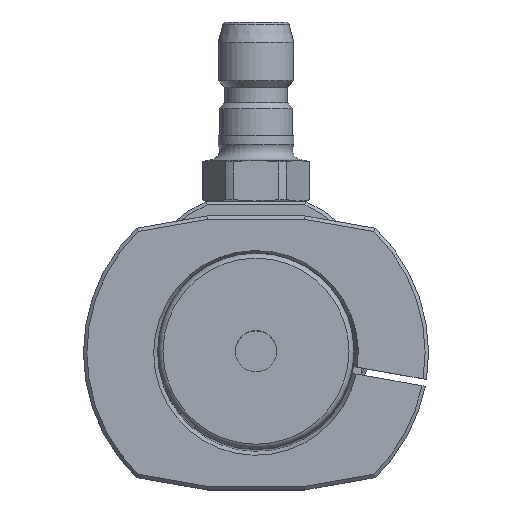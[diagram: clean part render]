
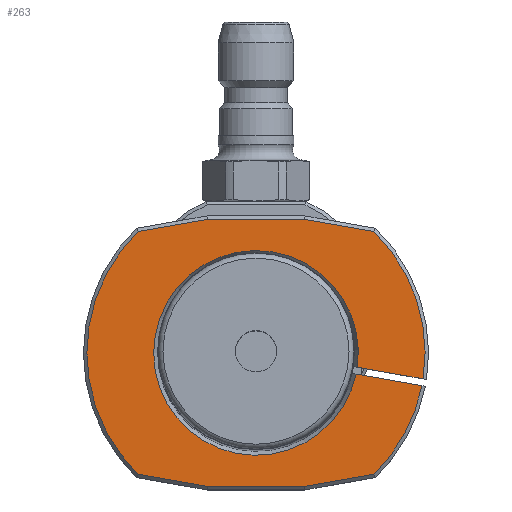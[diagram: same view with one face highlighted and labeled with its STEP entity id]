
A CAD part, top view. The second image highlights one B-rep face of the part: STEP entity #263.
In plain terms, the highlighted planar face has unit normal (0, 0, 1).
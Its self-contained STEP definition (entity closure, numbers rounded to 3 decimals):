
#158=FACE_OUTER_BOUND('',#472,.T.);
#263=ADVANCED_FACE('',(#158),#318,.F.);
#318=PLANE('',#1597);
#472=EDGE_LOOP('',(#821,#822,#823,#824,#825,#826,#827,#828,#829,#830,#831,
#832));
#563=CIRCLE('',#1593,24.5);
#564=CIRCLE('',#1594,24.5);
#565=CIRCLE('',#1595,14.827);
#566=CIRCLE('',#1596,24.5);
#821=ORIENTED_EDGE('',*,*,#1228,.T.);
#822=ORIENTED_EDGE('',*,*,#1229,.T.);
#823=ORIENTED_EDGE('',*,*,#1230,.T.);
#824=ORIENTED_EDGE('',*,*,#1231,.T.);
#825=ORIENTED_EDGE('',*,*,#1232,.T.);
#826=ORIENTED_EDGE('',*,*,#1233,.F.);
#827=ORIENTED_EDGE('',*,*,#1234,.T.);
#828=ORIENTED_EDGE('',*,*,#1235,.F.);
#829=ORIENTED_EDGE('',*,*,#1236,.T.);
#830=ORIENTED_EDGE('',*,*,#1237,.T.);
#831=ORIENTED_EDGE('',*,*,#1238,.T.);
#832=ORIENTED_EDGE('',*,*,#1239,.T.);
#1064=VERTEX_POINT('',#2723);
#1065=VERTEX_POINT('',#2724);
#1066=VERTEX_POINT('',#2726);
#1067=VERTEX_POINT('',#2728);
#1068=VERTEX_POINT('',#2730);
#1069=VERTEX_POINT('',#2732);
#1070=VERTEX_POINT('',#2734);
#1071=VERTEX_POINT('',#2736);
#1072=VERTEX_POINT('',#2738);
#1073=VERTEX_POINT('',#2740);
#1074=VERTEX_POINT('',#2742);
#1075=VERTEX_POINT('',#2744);
#1228=EDGE_CURVE('',#1064,#1065,#563,.T.);
#1229=EDGE_CURVE('',#1065,#1066,#1337,.T.);
#1230=EDGE_CURVE('',#1066,#1067,#1338,.T.);
#1231=EDGE_CURVE('',#1067,#1068,#1339,.T.);
#1232=EDGE_CURVE('',#1068,#1069,#564,.T.);
#1233=EDGE_CURVE('',#1070,#1069,#1340,.T.);
#1234=EDGE_CURVE('',#1070,#1071,#565,.T.);
#1235=EDGE_CURVE('',#1072,#1071,#1341,.T.);
#1236=EDGE_CURVE('',#1072,#1073,#566,.T.);
#1237=EDGE_CURVE('',#1073,#1074,#1342,.T.);
#1238=EDGE_CURVE('',#1074,#1075,#1343,.T.);
#1239=EDGE_CURVE('',#1075,#1064,#1344,.T.);
#1337=LINE('',#2725,#1420);
#1338=LINE('',#2727,#1421);
#1339=LINE('',#2729,#1422);
#1340=LINE('',#2733,#1423);
#1341=LINE('',#2737,#1424);
#1342=LINE('',#2741,#1425);
#1343=LINE('',#2743,#1426);
#1344=LINE('',#2745,#1427);
#1420=VECTOR('',#1924,1.);
#1421=VECTOR('',#1925,1.);
#1422=VECTOR('',#1926,1.);
#1423=VECTOR('',#1929,1.);
#1424=VECTOR('',#1932,1.);
#1425=VECTOR('',#1935,1.);
#1426=VECTOR('',#1936,1.);
#1427=VECTOR('',#1937,1.);
#1593=AXIS2_PLACEMENT_3D('',#2722,#1922,#1923);
#1594=AXIS2_PLACEMENT_3D('',#2731,#1927,#1928);
#1595=AXIS2_PLACEMENT_3D('',#2735,#1930,#1931);
#1596=AXIS2_PLACEMENT_3D('',#2739,#1933,#1934);
#1597=AXIS2_PLACEMENT_3D('',#2746,#1938,#1939);
#1922=DIRECTION('',(0.,0.,1.));
#1923=DIRECTION('',(1.,0.,0.));
#1924=DIRECTION('',(0.985,-0.174,0.));
#1925=DIRECTION('',(1.,0.,0.));
#1926=DIRECTION('',(0.985,0.174,0.));
#1927=DIRECTION('',(0.,0.,1.));
#1928=DIRECTION('',(1.,0.,0.));
#1929=DIRECTION('',(0.985,-0.174,0.));
#1930=DIRECTION('',(0.,0.,-1.));
#1931=DIRECTION('',(1.,0.,0.));
#1932=DIRECTION('',(-0.985,0.174,0.));
#1933=DIRECTION('',(0.,0.,1.));
#1934=DIRECTION('',(1.,0.,0.));
#1935=DIRECTION('',(-0.985,0.174,0.));
#1936=DIRECTION('',(-1.,0.,0.));
#1937=DIRECTION('',(-0.985,-0.174,0.));
#1938=DIRECTION('',(0.,0.,-1.));
#1939=DIRECTION('',(-1.,0.,0.));
#2722=CARTESIAN_POINT('',(0.,0.,0.));
#2723=CARTESIAN_POINT('',(-17.06,17.584,0.));
#2724=CARTESIAN_POINT('',(-17.06,-17.584,0.));
#2725=CARTESIAN_POINT('',(-3.521,-19.971,0.));
#2726=CARTESIAN_POINT('',(-7.045,-19.35,0.));
#2727=CARTESIAN_POINT('',(0.,-19.35,0.));
#2728=CARTESIAN_POINT('',(7.045,-19.35,0.));
#2729=CARTESIAN_POINT('',(3.521,-19.971,0.));
#2730=CARTESIAN_POINT('',(17.06,-17.584,0.));
#2731=CARTESIAN_POINT('',(0.,0.,0.));
#2732=CARTESIAN_POINT('',(24.036,-4.746,0.));
#2733=CARTESIAN_POINT('',(-0.087,-0.492,0.));
#2734=CARTESIAN_POINT('',(14.507,-3.066,0.));
#2735=CARTESIAN_POINT('',(0.,0.,0.));
#2736=CARTESIAN_POINT('',(14.681,-2.081,0.));
#2737=CARTESIAN_POINT('',(24.707,-3.849,0.));
#2738=CARTESIAN_POINT('',(24.21,-3.761,0.));
#2739=CARTESIAN_POINT('',(0.,0.,0.));
#2740=CARTESIAN_POINT('',(17.06,17.584,0.));
#2741=CARTESIAN_POINT('',(3.521,19.971,0.));
#2742=CARTESIAN_POINT('',(7.045,19.35,0.));
#2743=CARTESIAN_POINT('',(0.,19.35,0.));
#2744=CARTESIAN_POINT('',(-7.045,19.35,0.));
#2745=CARTESIAN_POINT('',(-3.521,19.971,0.));
#2746=CARTESIAN_POINT('',(0.,0.,0.));
